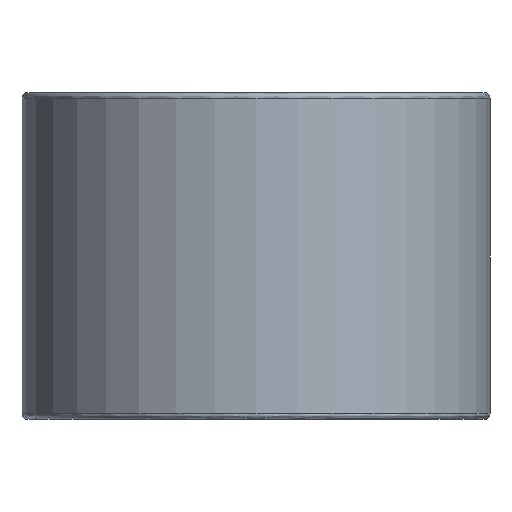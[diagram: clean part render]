
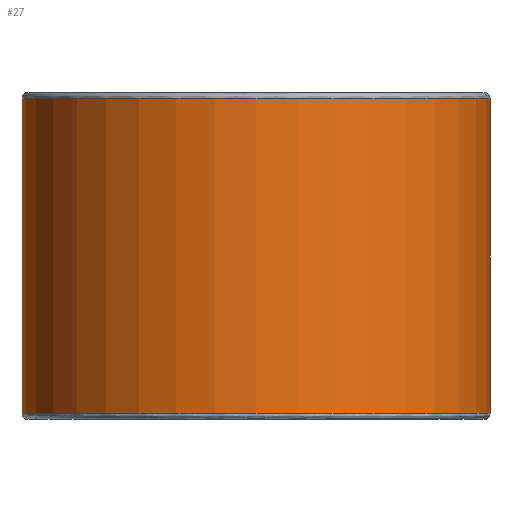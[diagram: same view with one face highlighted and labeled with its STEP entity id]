
A CAD part, front view. The second image highlights one B-rep face of the part: STEP entity #27.
In plain terms, the highlighted cylindrical face has radius 7.875 mm (diameter 15.75 mm), a partial arc.
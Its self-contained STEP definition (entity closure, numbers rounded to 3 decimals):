
#27=ADVANCED_FACE('',(#46),#298,.T.);
#46=FACE_OUTER_BOUND('',#68,.T.);
#68=EDGE_LOOP('',(#117,#118,#119,#120));
#117=ORIENTED_EDGE('',*,*,#190,.T.);
#118=ORIENTED_EDGE('',*,*,#182,.T.);
#119=ORIENTED_EDGE('',*,*,#171,.F.);
#120=ORIENTED_EDGE('',*,*,#179,.F.);
#171=EDGE_CURVE('',#262,#264,#192,.T.);
#179=EDGE_CURVE('',#276,#262,#218,.T.);
#182=EDGE_CURVE('',#278,#264,#221,.T.);
#190=EDGE_CURVE('',#276,#278,#194,.T.);
#192=(
BOUNDED_CURVE()
B_SPLINE_CURVE(1,(#743,#744),.UNSPECIFIED.,.F.,.F.)
B_SPLINE_CURVE_WITH_KNOTS((2,2),(0.,10.6),.UNSPECIFIED.)
CURVE()
GEOMETRIC_REPRESENTATION_ITEM()
RATIONAL_B_SPLINE_CURVE((1.,1.))
REPRESENTATION_ITEM('')
);
#194=(
BOUNDED_CURVE()
B_SPLINE_CURVE(1,(#797,#798),.UNSPECIFIED.,.F.,.F.)
B_SPLINE_CURVE_WITH_KNOTS((2,2),(0.,10.6),.UNSPECIFIED.)
CURVE()
GEOMETRIC_REPRESENTATION_ITEM()
RATIONAL_B_SPLINE_CURVE((1.,1.))
REPRESENTATION_ITEM('')
);
#218=TRIMMED_CURVE($,#250,(#765),(#766),.T.,.CARTESIAN.);
#221=TRIMMED_CURVE($,#253,(#774),(#775),.T.,.CARTESIAN.);
#250=CIRCLE('',#420,7.875);
#253=CIRCLE('',#423,7.875);
#262=VERTEX_POINT('',#670);
#264=VERTEX_POINT('',#672);
#276=VERTEX_POINT('',#684);
#278=VERTEX_POINT('',#686);
#298=CYLINDRICAL_SURFACE('',#395,7.875);
#395=AXIS2_PLACEMENT_3D('',#590,#439,$);
#420=AXIS2_PLACEMENT_3D($,#764,#485,#486);
#423=AXIS2_PLACEMENT_3D($,#773,#491,#492);
#439=DIRECTION('',(0.,0.,-1.));
#485=DIRECTION('',(0.,0.,1.));
#486=DIRECTION('',(-1.,0.,0.));
#491=DIRECTION('',(0.,0.,1.));
#492=DIRECTION('',(-1.,0.,0.));
#590=CARTESIAN_POINT('',(0.,0.,4.5));
#670=CARTESIAN_POINT('',(7.875,0.,9.8));
#672=CARTESIAN_POINT('',(7.875,0.,-0.8));
#684=CARTESIAN_POINT('',(-7.875,0.,9.8));
#686=CARTESIAN_POINT('',(-7.875,0.,-0.8));
#743=CARTESIAN_POINT('',(7.875,0.,9.8));
#744=CARTESIAN_POINT('',(7.875,0.,-0.8));
#764=CARTESIAN_POINT('',(0.,0.,9.8));
#765=CARTESIAN_POINT('',(-7.875,0.,9.8));
#766=CARTESIAN_POINT('',(7.875,0.,9.8));
#773=CARTESIAN_POINT('',(0.,0.,-0.8));
#774=CARTESIAN_POINT('',(-7.875,0.,-0.8));
#775=CARTESIAN_POINT('',(7.875,0.,-0.8));
#797=CARTESIAN_POINT('',(-7.875,0.,9.8));
#798=CARTESIAN_POINT('',(-7.875,0.,-0.8));
